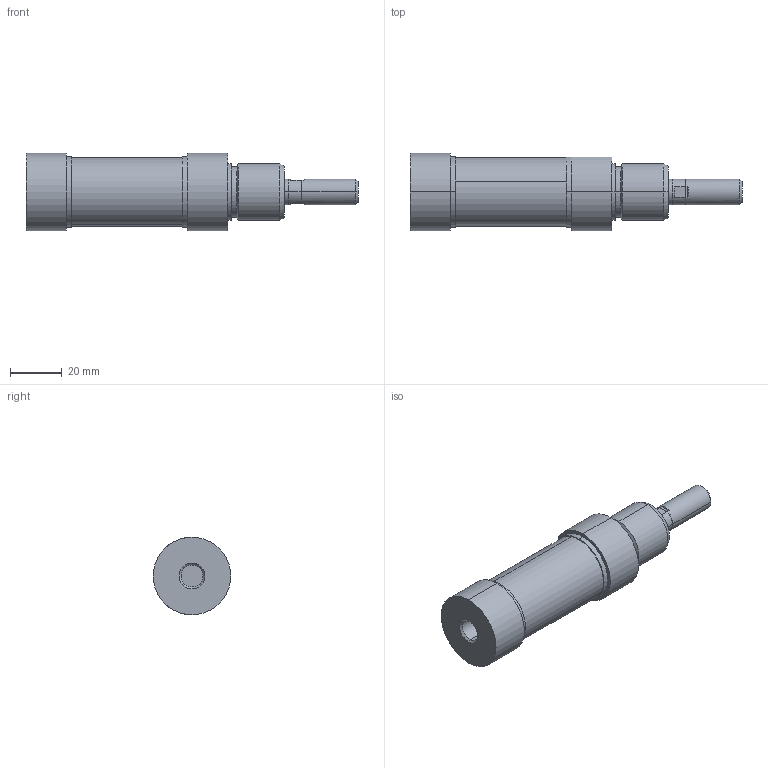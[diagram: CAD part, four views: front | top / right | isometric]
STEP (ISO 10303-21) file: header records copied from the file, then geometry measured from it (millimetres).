
FILE_DESCRIPTION (( 'STEP AP203' ), '1' );
FILE_NAME ('MFX0250010A.step', '2012-10-17T16:39:43', ( '' ), ( '' ), 'SwSTEP 2.0', 'SolidWorks 2012', '' );
FILE_SCHEMA (( 'CONFIG_CONTROL_DESIGN' ));
Length unit declared in the file: millimetre
Products named in the file (1): MFX0250010A
Bounding box: 128.5 x 30 x 30 mm (x, y, z)
Volume: 56908.3 mm3; surface area: 11592 mm2
Topology: 1 solids, 1 shells, 70 faces, 152 edges, 96 vertices
Faces by surface type: cylinder 31, plane 23, cone 14, torus 2
Entity records: 2083 total; most frequent: CARTESIAN_POINT 417, DIRECTION 366, ORIENTED_EDGE 304, EDGE_CURVE 152, AXIS2_PLACEMENT_3D 151, VERTEX_POINT 96, EDGE_LOOP 82, CIRCLE 80
